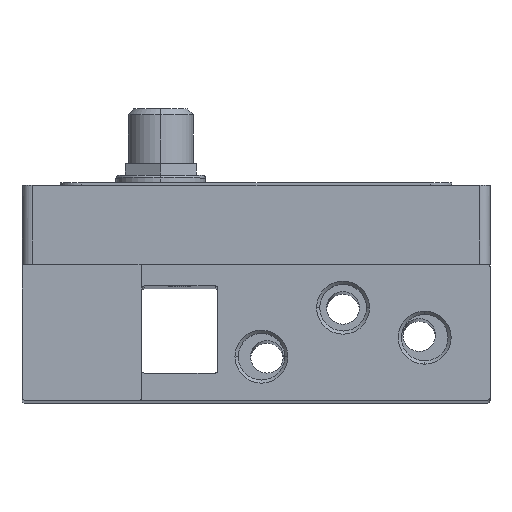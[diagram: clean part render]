
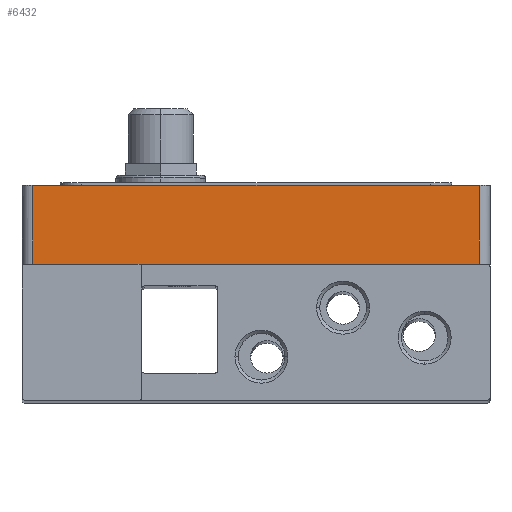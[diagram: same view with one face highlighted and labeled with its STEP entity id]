
A CAD part, top view. The second image highlights one B-rep face of the part: STEP entity #6432.
In plain terms, the highlighted planar face has unit normal (0, 0, 1).
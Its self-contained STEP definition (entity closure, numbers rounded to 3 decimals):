
#531 = VERTEX_POINT ( 'NONE', #6238 ) ;
#1177 = LINE ( 'NONE', #10631, #6229 ) ;
#1204 = ORIENTED_EDGE ( 'NONE', *, *, #7665, .F. ) ;
#2040 = CARTESIAN_POINT ( 'NONE',  ( 2., 39.5, 20.5 ) ) ;
#2166 = CARTESIAN_POINT ( 'NONE',  ( 2., 39.5, 20.5 ) ) ;
#2243 = LINE ( 'NONE', #5635, #3045 ) ;
#2274 = EDGE_CURVE ( 'NONE', #7589, #7305, #1177, .T. ) ;
#3001 = DIRECTION ( 'NONE',  ( 0., -1., 0. ) ) ;
#3045 = VECTOR ( 'NONE', #3183, 1000. ) ;
#3183 = DIRECTION ( 'NONE',  ( 0., 1., 0. ) ) ;
#3543 = ORIENTED_EDGE ( 'NONE', *, *, #2274, .F. ) ;
#3854 = DIRECTION ( 'NONE',  ( 0., 0., -1. ) ) ;
#3870 = CARTESIAN_POINT ( 'NONE',  ( 84., 25., 20.5 ) ) ;
#4244 = AXIS2_PLACEMENT_3D ( 'NONE', #8044, #3854, #7260 ) ;
#4634 = PLANE ( 'NONE',  #4244 ) ;
#5090 = VERTEX_POINT ( 'NONE', #2166 ) ;
#5635 = CARTESIAN_POINT ( 'NONE',  ( 2., 39.5, 20.5 ) ) ;
#5995 = ORIENTED_EDGE ( 'NONE', *, *, #10164, .T. ) ;
#6160 = DIRECTION ( 'NONE',  ( 1., 0., 0. ) ) ;
#6229 = VECTOR ( 'NONE', #3001, 1000. ) ;
#6238 = CARTESIAN_POINT ( 'NONE',  ( 2., 25., 20.5 ) ) ;
#6385 = DIRECTION ( 'NONE',  ( 1., 0., 0. ) ) ;
#6432 = ADVANCED_FACE ( 'NONE', ( #8778 ), #4634, .F. ) ;
#6891 = CARTESIAN_POINT ( 'NONE',  ( 85.5, 25., 20.5 ) ) ;
#6943 = LINE ( 'NONE', #6891, #10210 ) ;
#7210 = EDGE_LOOP ( 'NONE', ( #3543, #8524, #1204, #5995 ) ) ;
#7260 = DIRECTION ( 'NONE',  ( -1., 0., 0. ) ) ;
#7305 = VERTEX_POINT ( 'NONE', #3870 ) ;
#7390 = VECTOR ( 'NONE', #6385, 1000. ) ;
#7589 = VERTEX_POINT ( 'NONE', #8047 ) ;
#7665 = EDGE_CURVE ( 'NONE', #531, #5090, #2243, .T. ) ;
#8044 = CARTESIAN_POINT ( 'NONE',  ( 2., 39.5, 20.5 ) ) ;
#8047 = CARTESIAN_POINT ( 'NONE',  ( 84., 39.5, 20.5 ) ) ;
#8524 = ORIENTED_EDGE ( 'NONE', *, *, #8547, .F. ) ;
#8547 = EDGE_CURVE ( 'NONE', #5090, #7589, #10667, .T. ) ;
#8778 = FACE_OUTER_BOUND ( 'NONE', #7210, .T. ) ;
#10164 = EDGE_CURVE ( 'NONE', #531, #7305, #6943, .T. ) ;
#10210 = VECTOR ( 'NONE', #6160, 1000. ) ;
#10631 = CARTESIAN_POINT ( 'NONE',  ( 84., 39.5, 20.5 ) ) ;
#10667 = LINE ( 'NONE', #2040, #7390 ) ;
